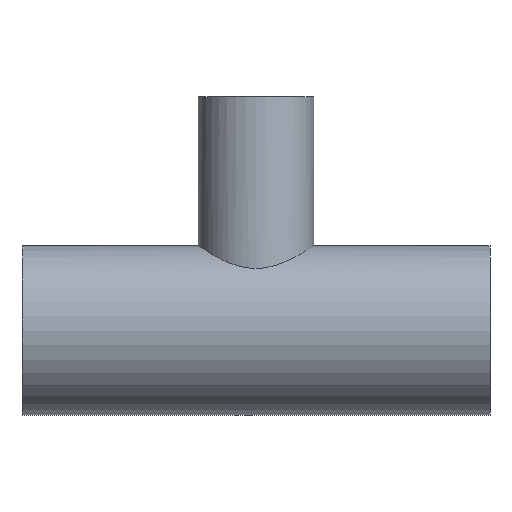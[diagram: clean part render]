
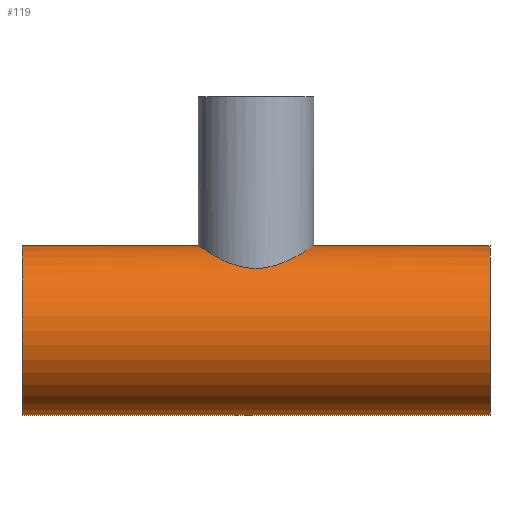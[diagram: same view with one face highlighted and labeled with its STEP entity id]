
A CAD part, front view. The second image highlights one B-rep face of the part: STEP entity #119.
In plain terms, the highlighted cylindrical face has radius 12.7 mm (diameter 25.4 mm), a full revolution.
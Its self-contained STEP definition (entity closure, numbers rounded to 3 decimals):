
#16=FACE_BOUND('',#35,.T.);
#26=FACE_OUTER_BOUND('',#34,.T.);
#34=EDGE_LOOP('',(#96,#97,#98,#99));
#35=EDGE_LOOP('',(#100,#101));
#44=B_SPLINE_CURVE_WITH_KNOTS('',3,(#237,#238,#239,#240,#241,#242,#243,
#244,#245,#246),.UNSPECIFIED.,.F.,.F.,(4,2,2,2,4),(0.,0.342,
0.685,1.023,1.361),.UNSPECIFIED.);
#45=B_SPLINE_CURVE_WITH_KNOTS('',3,(#247,#248,#249,#250,#251,#252,#253,
#254,#255,#256,#257,#258,#259,#260,#261,#262,#263,#264,#265,#266,#267,#268,
#269,#270,#271,#272),.UNSPECIFIED.,.F.,.F.,(4,2,2,2,2,2,2,2,2,2,2,2,4),
(1.361,1.699,2.037,2.379,2.722,
3.064,3.406,3.744,4.082,4.421,
4.759,5.101,5.443),.UNSPECIFIED.);
#48=LINE('',#278,#52);
#52=VECTOR('',#174,12.7);
#56=CIRCLE('',#149,12.7);
#57=CIRCLE('',#150,12.7);
#64=VERTEX_POINT('',#234);
#65=VERTEX_POINT('',#236);
#66=VERTEX_POINT('',#275);
#67=VERTEX_POINT('',#277);
#76=EDGE_CURVE('',#65,#64,#44,.T.);
#77=EDGE_CURVE('',#64,#65,#45,.T.);
#78=EDGE_CURVE('',#66,#66,#56,.T.);
#79=EDGE_CURVE('',#66,#67,#48,.T.);
#80=EDGE_CURVE('',#67,#67,#57,.T.);
#96=ORIENTED_EDGE('',*,*,#78,.F.);
#97=ORIENTED_EDGE('',*,*,#79,.T.);
#98=ORIENTED_EDGE('',*,*,#80,.F.);
#99=ORIENTED_EDGE('',*,*,#79,.F.);
#100=ORIENTED_EDGE('',*,*,#76,.T.);
#101=ORIENTED_EDGE('',*,*,#77,.T.);
#114=CYLINDRICAL_SURFACE('',#148,12.7);
#119=ADVANCED_FACE('',(#26,#16),#114,.T.);
#148=AXIS2_PLACEMENT_3D('',#274,#170,#171);
#149=AXIS2_PLACEMENT_3D('',#276,#172,#173);
#150=AXIS2_PLACEMENT_3D('',#279,#175,#176);
#170=DIRECTION('center_axis',(1.,0.,0.));
#171=DIRECTION('ref_axis',(0.,1.,0.));
#172=DIRECTION('center_axis',(1.,0.,0.));
#173=DIRECTION('ref_axis',(0.,1.,0.));
#174=DIRECTION('',(-1.,0.,0.));
#175=DIRECTION('center_axis',(-1.,0.,0.));
#176=DIRECTION('ref_axis',(0.,1.,0.));
#234=CARTESIAN_POINT('',(-8.65,0.,12.7));
#236=CARTESIAN_POINT('',(0.,-8.65,9.299));
#237=CARTESIAN_POINT('Ctrl Pts',(0.,-8.65,9.299));
#238=CARTESIAN_POINT('Ctrl Pts',(-1.141,-8.65,9.299));
#239=CARTESIAN_POINT('Ctrl Pts',(-2.31,-8.414,9.53));
#240=CARTESIAN_POINT('Ctrl Pts',(-4.419,-7.524,10.247));
#241=CARTESIAN_POINT('Ctrl Pts',(-5.364,-6.869,10.717));
#242=CARTESIAN_POINT('Ctrl Pts',(-6.859,-5.374,11.538));
#243=CARTESIAN_POINT('Ctrl Pts',(-7.52,-4.426,11.954));
#244=CARTESIAN_POINT('Ctrl Pts',(-8.417,-2.304,12.538));
#245=CARTESIAN_POINT('Ctrl Pts',(-8.65,-1.127,12.7));
#246=CARTESIAN_POINT('Ctrl Pts',(-8.65,0.,12.7));
#247=CARTESIAN_POINT('Ctrl Pts',(-8.65,0.,12.7));
#248=CARTESIAN_POINT('Ctrl Pts',(-8.65,1.127,12.7));
#249=CARTESIAN_POINT('Ctrl Pts',(-8.417,2.304,12.538));
#250=CARTESIAN_POINT('Ctrl Pts',(-7.52,4.426,11.954));
#251=CARTESIAN_POINT('Ctrl Pts',(-6.859,5.374,11.538));
#252=CARTESIAN_POINT('Ctrl Pts',(-5.364,6.869,10.717));
#253=CARTESIAN_POINT('Ctrl Pts',(-4.419,7.524,10.247));
#254=CARTESIAN_POINT('Ctrl Pts',(-2.31,8.414,9.53));
#255=CARTESIAN_POINT('Ctrl Pts',(-1.141,8.65,9.299));
#256=CARTESIAN_POINT('Ctrl Pts',(1.141,8.65,9.299));
#257=CARTESIAN_POINT('Ctrl Pts',(2.31,8.414,9.53));
#258=CARTESIAN_POINT('Ctrl Pts',(4.419,7.524,10.247));
#259=CARTESIAN_POINT('Ctrl Pts',(5.364,6.869,10.717));
#260=CARTESIAN_POINT('Ctrl Pts',(6.859,5.374,11.538));
#261=CARTESIAN_POINT('Ctrl Pts',(7.52,4.426,11.954));
#262=CARTESIAN_POINT('Ctrl Pts',(8.417,2.304,12.538));
#263=CARTESIAN_POINT('Ctrl Pts',(8.65,1.127,12.7));
#264=CARTESIAN_POINT('Ctrl Pts',(8.65,-1.127,12.7));
#265=CARTESIAN_POINT('Ctrl Pts',(8.417,-2.304,12.538));
#266=CARTESIAN_POINT('Ctrl Pts',(7.52,-4.426,11.954));
#267=CARTESIAN_POINT('Ctrl Pts',(6.859,-5.374,11.538));
#268=CARTESIAN_POINT('Ctrl Pts',(5.364,-6.869,10.717));
#269=CARTESIAN_POINT('Ctrl Pts',(4.419,-7.524,10.247));
#270=CARTESIAN_POINT('Ctrl Pts',(2.31,-8.414,9.53));
#271=CARTESIAN_POINT('Ctrl Pts',(1.141,-8.65,9.299));
#272=CARTESIAN_POINT('Ctrl Pts',(0.,-8.65,9.299));
#274=CARTESIAN_POINT('Origin',(0.,0.,0.));
#275=CARTESIAN_POINT('',(35.,-12.7,0.));
#276=CARTESIAN_POINT('Origin',(35.,0.,0.));
#277=CARTESIAN_POINT('',(-35.,-12.7,0.));
#278=CARTESIAN_POINT('',(0.,-12.7,0.));
#279=CARTESIAN_POINT('Origin',(-35.,0.,0.));
